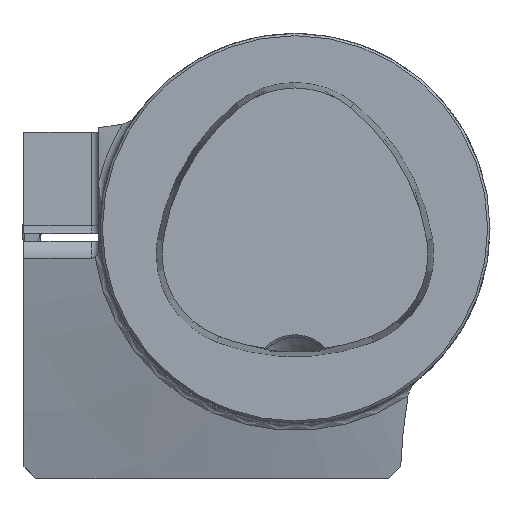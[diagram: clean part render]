
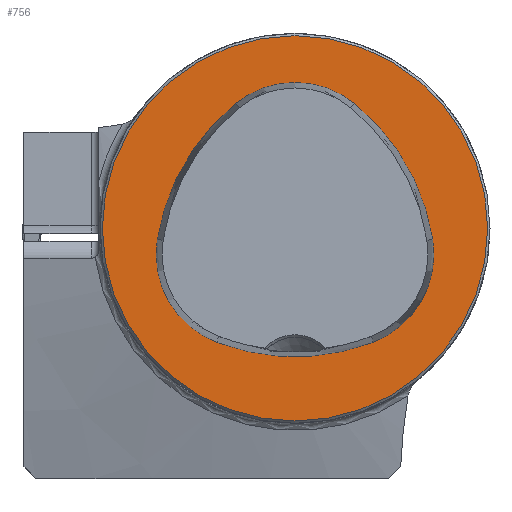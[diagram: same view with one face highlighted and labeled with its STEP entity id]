
A CAD part, top view. The second image highlights one B-rep face of the part: STEP entity #756.
In plain terms, the highlighted planar face has unit normal (0, 0, 1).
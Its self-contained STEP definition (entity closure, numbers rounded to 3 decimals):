
#157=FACE_BOUND('',#1093,.T.);
#158=FACE_BOUND('',#1094,.T.);
#245=PLANE('',#3061);
#756=ADVANCED_FACE('CU_FL_N1_SU_1',(#157,#158),#245,.T.);
#1093=EDGE_LOOP('',(#1534,#1535,#1536,#1537,#1538,#1539));
#1094=EDGE_LOOP('',(#1540));
#1252=CIRCLE('',#3052,28.075);
#1254=CIRCLE('',#3055,28.075);
#1255=CIRCLE('',#3056,12.075);
#1256=CIRCLE('',#3057,28.075);
#1257=CIRCLE('',#3058,12.075);
#1258=CIRCLE('',#3059,12.075);
#1259=CIRCLE('',#3060,24.7);
#1534=ORIENTED_EDGE('',*,*,#2599,.F.);
#1535=ORIENTED_EDGE('',*,*,#2600,.F.);
#1536=ORIENTED_EDGE('',*,*,#2601,.F.);
#1537=ORIENTED_EDGE('',*,*,#2602,.F.);
#1538=ORIENTED_EDGE('',*,*,#2596,.F.);
#1539=ORIENTED_EDGE('',*,*,#2603,.F.);
#1540=ORIENTED_EDGE('',*,*,#2604,.T.);
#2292=VERTEX_POINT('',#4661);
#2293=VERTEX_POINT('',#4663);
#2295=VERTEX_POINT('',#4669);
#2296=VERTEX_POINT('',#4670);
#2297=VERTEX_POINT('',#4672);
#2298=VERTEX_POINT('',#4674);
#2299=VERTEX_POINT('',#4678);
#2596=EDGE_CURVE('',#2292,#2293,#1252,.T.);
#2599=EDGE_CURVE('',#2295,#2296,#1254,.T.);
#2600=EDGE_CURVE('',#2297,#2295,#1255,.T.);
#2601=EDGE_CURVE('',#2298,#2297,#1256,.T.);
#2602=EDGE_CURVE('',#2293,#2298,#1257,.T.);
#2603=EDGE_CURVE('',#2296,#2292,#1258,.T.);
#2604=EDGE_CURVE('',#2299,#2299,#1259,.T.);
#3052=AXIS2_PLACEMENT_3D('',#4662,#3464,#3465);
#3055=AXIS2_PLACEMENT_3D('',#4668,#3471,#3472);
#3056=AXIS2_PLACEMENT_3D('',#4671,#3473,#3474);
#3057=AXIS2_PLACEMENT_3D('',#4673,#3475,#3476);
#3058=AXIS2_PLACEMENT_3D('',#4675,#3477,#3478);
#3059=AXIS2_PLACEMENT_3D('',#4676,#3479,#3480);
#3060=AXIS2_PLACEMENT_3D('',#4677,#3481,#3482);
#3061=AXIS2_PLACEMENT_3D('',#4679,#3483,#3484);
#3464=DIRECTION('',(0.,0.,1.));
#3465=DIRECTION('',(1.,0.,0.));
#3471=DIRECTION('',(0.,0.,1.));
#3472=DIRECTION('',(1.,0.,0.));
#3473=DIRECTION('',(0.,0.,1.));
#3474=DIRECTION('',(1.,0.,0.));
#3475=DIRECTION('',(0.,0.,1.));
#3476=DIRECTION('',(1.,0.,0.));
#3477=DIRECTION('',(0.,0.,1.));
#3478=DIRECTION('',(1.,0.,0.));
#3479=DIRECTION('',(0.,0.,1.));
#3480=DIRECTION('',(1.,0.,0.));
#3481=DIRECTION('',(0.,0.,1.));
#3482=DIRECTION('',(1.,0.,0.));
#3483=DIRECTION('',(0.,0.,1.));
#3484=DIRECTION('',(1.,0.,0.));
#4661=CARTESIAN_POINT('',(-10.05,-14.595,0.));
#4662=CARTESIAN_POINT('',(0.,11.62,0.));
#4663=CARTESIAN_POINT('',(10.05,-14.595,0.));
#4668=CARTESIAN_POINT('',(10.078,-5.807,0.));
#4669=CARTESIAN_POINT('',(-7.606,15.999,0.));
#4670=CARTESIAN_POINT('',(-17.656,-1.443,0.));
#4671=CARTESIAN_POINT('',(0.,6.62,0.));
#4672=CARTESIAN_POINT('',(7.606,15.999,0.));
#4673=CARTESIAN_POINT('',(-10.078,-5.807,0.));
#4674=CARTESIAN_POINT('',(17.656,-1.443,0.));
#4675=CARTESIAN_POINT('',(5.727,-3.32,0.));
#4676=CARTESIAN_POINT('',(-5.727,-3.32,0.));
#4677=CARTESIAN_POINT('',(0.,0.,0.));
#4678=CARTESIAN_POINT('',(24.7,0.,0.));
#4679=CARTESIAN_POINT('',(0.,0.,0.));
